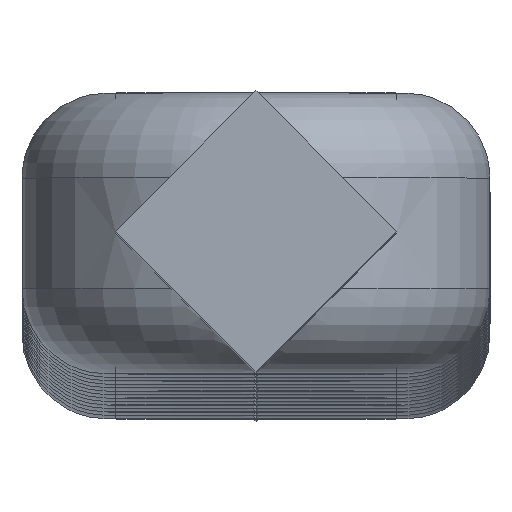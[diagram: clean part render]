
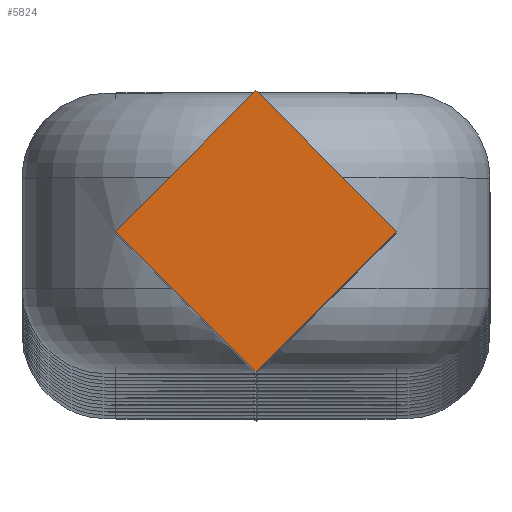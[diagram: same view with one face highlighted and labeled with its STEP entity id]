
A CAD part, top view. The second image highlights one B-rep face of the part: STEP entity #5824.
In plain terms, the highlighted planar face has unit normal (0, 0, 1).
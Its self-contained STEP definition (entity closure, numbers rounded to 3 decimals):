
#318 = LINE ( 'NONE', #9320, #8058 ) ;
#1430 = EDGE_CURVE ( 'NONE', #7311, #7619, #19304, .T. ) ;
#2248 = CARTESIAN_POINT ( 'NONE',  ( 0., 9.899, 1000. ) ) ;
#2891 = PLANE ( 'NONE',  #19083 ) ;
#2927 = LINE ( 'NONE', #18558, #16011 ) ;
#3741 = CARTESIAN_POINT ( 'NONE',  ( 9.899, 0., 1000. ) ) ;
#4312 = CARTESIAN_POINT ( 'NONE',  ( 9.899, 0., 1000. ) ) ;
#5175 = ORIENTED_EDGE ( 'NONE', *, *, #1430, .T. ) ;
#5782 = CARTESIAN_POINT ( 'NONE',  ( 0., -9.899, 1000. ) ) ;
#5824 = ADVANCED_FACE ( 'NONE', ( #8876 ), #2891, .F. ) ;
#5974 = VECTOR ( 'NONE', #7113, 1000. ) ;
#6154 = VECTOR ( 'NONE', #14216, 1000. ) ;
#6696 = DIRECTION ( 'NONE',  ( -0.707, 0.707, 0. ) ) ;
#7113 = DIRECTION ( 'NONE',  ( 0.707, -0.707, 0. ) ) ;
#7311 = VERTEX_POINT ( 'NONE', #18233 ) ;
#7619 = VERTEX_POINT ( 'NONE', #4312 ) ;
#8058 = VECTOR ( 'NONE', #15200, 1000. ) ;
#8800 = VERTEX_POINT ( 'NONE', #14575 ) ;
#8876 = FACE_OUTER_BOUND ( 'NONE', #15926, .T. ) ;
#9320 = CARTESIAN_POINT ( 'NONE',  ( -9.899, 0., 1000. ) ) ;
#10726 = CARTESIAN_POINT ( 'NONE',  ( 0., 0., 1000. ) ) ;
#11008 = ORIENTED_EDGE ( 'NONE', *, *, #15913, .T. ) ;
#11495 = EDGE_CURVE ( 'NONE', #7619, #17901, #2927, .T. ) ;
#12208 = DIRECTION ( 'NONE',  ( -1., 0., 0. ) ) ;
#14131 = ORIENTED_EDGE ( 'NONE', *, *, #16317, .T. ) ;
#14216 = DIRECTION ( 'NONE',  ( 0.707, 0.707, 0. ) ) ;
#14575 = CARTESIAN_POINT ( 'NONE',  ( -9.899, 0., 1000. ) ) ;
#15200 = DIRECTION ( 'NONE',  ( -0.707, -0.707, 0. ) ) ;
#15913 = EDGE_CURVE ( 'NONE', #17901, #8800, #318, .T. ) ;
#15926 = EDGE_LOOP ( 'NONE', ( #18825, #11008, #14131, #5175 ) ) ;
#16011 = VECTOR ( 'NONE', #6696, 1000. ) ;
#16317 = EDGE_CURVE ( 'NONE', #8800, #7311, #19126, .T. ) ;
#16729 = DIRECTION ( 'NONE',  ( 0., 0., -1. ) ) ;
#17901 = VERTEX_POINT ( 'NONE', #2248 ) ;
#18233 = CARTESIAN_POINT ( 'NONE',  ( 0., -9.899, 1000. ) ) ;
#18558 = CARTESIAN_POINT ( 'NONE',  ( 0., 9.899, 1000. ) ) ;
#18825 = ORIENTED_EDGE ( 'NONE', *, *, #11495, .T. ) ;
#19083 = AXIS2_PLACEMENT_3D ( 'NONE', #10726, #16729, #12208 ) ;
#19126 = LINE ( 'NONE', #5782, #5974 ) ;
#19304 = LINE ( 'NONE', #3741, #6154 ) ;
